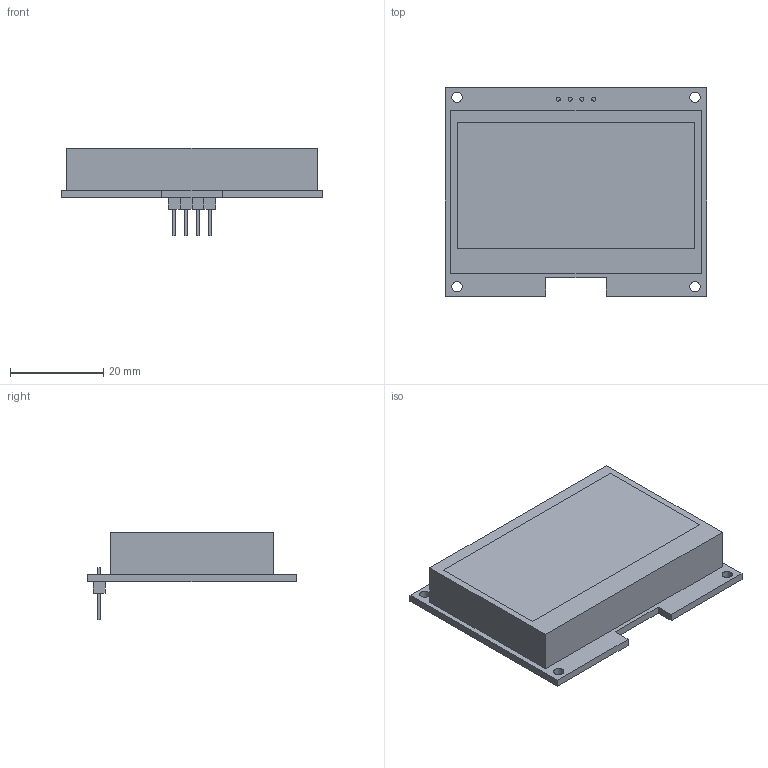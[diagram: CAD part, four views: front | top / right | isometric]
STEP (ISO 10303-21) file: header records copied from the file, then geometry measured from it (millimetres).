
FILE_DESCRIPTION(('FreeCAD Model'),'2;1');
FILE_NAME('Open CASCADE Shape Model','2023-05-09T15:10:04',('Author'),( ''),'Open CASCADE STEP processor 7.6','FreeCAD','Unknown');
FILE_SCHEMA(('AUTOMOTIVE_DESIGN { 1 0 10303 214 1 1 1 1 }'));
Length unit declared in the file: millimetre
Products named in the file (9): Part; Pin; pin; Body004; Body005; Body006; LCD; LCD_Housing; PCB
Assembly tree (8 placements, depth 3):
  Part
    Pin
      pin
      Body004
      Body005
      Body006
    LCD
    LCD_Housing
    PCB
Bounding box: 56 x 44.6 x 18.84 mm (x, y, z)
Volume: 20850.4 mm3; surface area: 14180.2 mm2
Topology: 7 solids, 7 shells, 99 faces, 228 edges, 152 vertices
Faces by surface type: plane 91, cylinder 8
Full cylindrical faces by diameter (mm): 0.9 x4, 2.2 x4
Entity records: 6001 total; most frequent: CARTESIAN_POINT 1004, DIRECTION 906, LINE 652, VECTOR 652, ORIENTED_EDGE 456, PCURVE 456, DEFINITIONAL_REPRESENTATION 456, EDGE_CURVE 228
